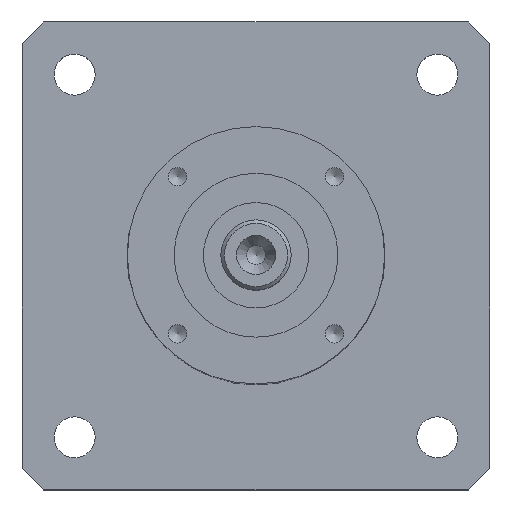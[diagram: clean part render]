
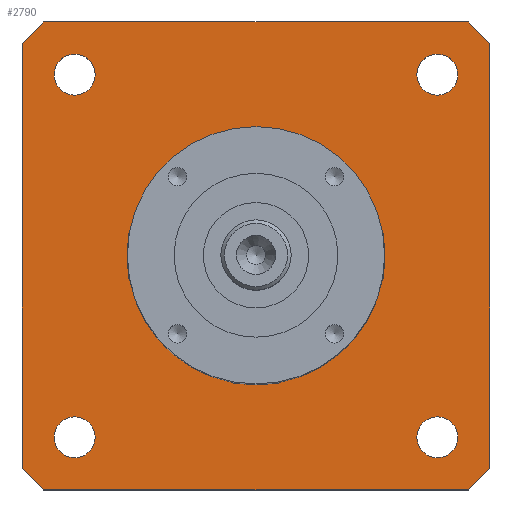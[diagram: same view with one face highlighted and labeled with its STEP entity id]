
A CAD part, top view. The second image highlights one B-rep face of the part: STEP entity #2790.
In plain terms, the highlighted planar face has unit normal (0, 0, 1).
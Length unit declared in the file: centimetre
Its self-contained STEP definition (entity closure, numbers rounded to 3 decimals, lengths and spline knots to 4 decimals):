
#70=LINE('',#4722,#182);
#73=LINE('',#4730,#185);
#76=LINE('',#4738,#188);
#78=LINE('',#4744,#190);
#182=VECTOR('',#3435,3.6277);
#185=VECTOR('',#3444,3.6277);
#188=VECTOR('',#3453,3.6277);
#190=VECTOR('',#3461,3.6277);
#376=PLANE('',#3021);
#522=FACE_BOUND('',#853,.T.);
#523=FACE_BOUND('',#854,.T.);
#524=FACE_BOUND('',#855,.T.);
#525=FACE_BOUND('',#856,.T.);
#526=FACE_BOUND('',#857,.T.);
#613=FACE_OUTER_BOUND('',#852,.T.);
#852=EDGE_LOOP('',(#1938,#1939,#1940,#1941,#1942,#1943,#1944,#1945));
#853=EDGE_LOOP('',(#1946));
#854=EDGE_LOOP('',(#1947));
#855=EDGE_LOOP('',(#1948));
#856=EDGE_LOOP('',(#1949));
#857=EDGE_LOOP('',(#1950));
#1037=CIRCLE('',#2977,0.175);
#1039=CIRCLE('',#2980,0.175);
#1041=CIRCLE('',#2983,0.175);
#1043=CIRCLE('',#2986,0.175);
#1047=CIRCLE('',#2996,0.875);
#1055=CIRCLE('',#3010,2.7);
#1056=CIRCLE('',#3013,2.7);
#1057=CIRCLE('',#3016,2.7);
#1058=CIRCLE('',#3019,2.7);
#1194=VERTEX_POINT('',#4375);
#1196=VERTEX_POINT('',#4380);
#1198=VERTEX_POINT('',#4385);
#1200=VERTEX_POINT('',#4390);
#1212=VERTEX_POINT('',#4684);
#1224=VERTEX_POINT('',#4714);
#1225=VERTEX_POINT('',#4716);
#1226=VERTEX_POINT('',#4720);
#1227=VERTEX_POINT('',#4724);
#1228=VERTEX_POINT('',#4728);
#1229=VERTEX_POINT('',#4732);
#1230=VERTEX_POINT('',#4736);
#1231=VERTEX_POINT('',#4740);
#1463=EDGE_CURVE('',#1194,#1194,#1037,.T.);
#1465=EDGE_CURVE('',#1196,#1196,#1039,.T.);
#1467=EDGE_CURVE('',#1198,#1198,#1041,.T.);
#1469=EDGE_CURVE('',#1200,#1200,#1043,.T.);
#1481=EDGE_CURVE('',#1212,#1212,#1047,.T.);
#1494=EDGE_CURVE('',#1225,#1224,#1055,.T.);
#1497=EDGE_CURVE('',#1224,#1226,#70,.T.);
#1499=EDGE_CURVE('',#1226,#1227,#1056,.T.);
#1501=EDGE_CURVE('',#1227,#1228,#73,.T.);
#1503=EDGE_CURVE('',#1228,#1229,#1057,.T.);
#1505=EDGE_CURVE('',#1229,#1230,#76,.T.);
#1507=EDGE_CURVE('',#1230,#1231,#1058,.T.);
#1508=EDGE_CURVE('',#1231,#1225,#78,.T.);
#1938=ORIENTED_EDGE('',*,*,#1508,.T.);
#1939=ORIENTED_EDGE('',*,*,#1494,.T.);
#1940=ORIENTED_EDGE('',*,*,#1497,.T.);
#1941=ORIENTED_EDGE('',*,*,#1499,.T.);
#1942=ORIENTED_EDGE('',*,*,#1501,.T.);
#1943=ORIENTED_EDGE('',*,*,#1503,.T.);
#1944=ORIENTED_EDGE('',*,*,#1505,.T.);
#1945=ORIENTED_EDGE('',*,*,#1507,.T.);
#1946=ORIENTED_EDGE('',*,*,#1463,.T.);
#1947=ORIENTED_EDGE('',*,*,#1465,.T.);
#1948=ORIENTED_EDGE('',*,*,#1467,.T.);
#1949=ORIENTED_EDGE('',*,*,#1469,.T.);
#1950=ORIENTED_EDGE('',*,*,#1481,.T.);
#2790=ADVANCED_FACE('',(#613,#522,#523,#524,#525,#526),#376,.F.);
#2977=AXIS2_PLACEMENT_3D('',#4376,#3358,#3359);
#2980=AXIS2_PLACEMENT_3D('',#4381,#3364,#3365);
#2983=AXIS2_PLACEMENT_3D('',#4386,#3370,#3371);
#2986=AXIS2_PLACEMENT_3D('',#4391,#3376,#3377);
#2996=AXIS2_PLACEMENT_3D('',#4685,#3396,#3397);
#3010=AXIS2_PLACEMENT_3D('',#4717,#3429,#3430);
#3013=AXIS2_PLACEMENT_3D('',#4726,#3439,#3440);
#3016=AXIS2_PLACEMENT_3D('',#4734,#3448,#3449);
#3019=AXIS2_PLACEMENT_3D('',#4742,#3457,#3458);
#3021=AXIS2_PLACEMENT_3D('',#4745,#3462,#3463);
#3358=DIRECTION('center_axis',(0.,0.,-1.));
#3359=DIRECTION('ref_axis',(-1.,0.,0.));
#3364=DIRECTION('center_axis',(0.,0.,-1.));
#3365=DIRECTION('ref_axis',(-1.,0.,0.));
#3370=DIRECTION('center_axis',(0.,0.,-1.));
#3371=DIRECTION('ref_axis',(-1.,0.,0.));
#3376=DIRECTION('center_axis',(0.,0.,-1.));
#3377=DIRECTION('ref_axis',(-1.,0.,0.));
#3396=DIRECTION('center_axis',(0.,0.,-1.));
#3397=DIRECTION('ref_axis',(1.,0.,0.));
#3429=DIRECTION('center_axis',(0.,0.,1.));
#3430=DIRECTION('ref_axis',(0.741,-0.672,0.));
#3435=DIRECTION('',(0.,-1.,0.));
#3439=DIRECTION('center_axis',(0.,0.,1.));
#3440=DIRECTION('ref_axis',(0.672,0.741,0.));
#3444=DIRECTION('',(1.,0.,0.));
#3448=DIRECTION('center_axis',(0.,0.,1.));
#3449=DIRECTION('ref_axis',(-0.741,0.672,0.));
#3453=DIRECTION('',(0.,1.,0.));
#3457=DIRECTION('center_axis',(0.,0.,1.));
#3458=DIRECTION('ref_axis',(-0.672,-0.741,0.));
#3461=DIRECTION('',(-1.,0.,0.));
#3462=DIRECTION('center_axis',(0.,0.,-1.));
#3463=DIRECTION('ref_axis',(1.,0.,0.));
#4375=CARTESIAN_POINT('',(1.375,1.55,0.));
#4376=CARTESIAN_POINT('Origin',(1.55,1.55,0.));
#4380=CARTESIAN_POINT('',(-1.725,1.55,0.));
#4381=CARTESIAN_POINT('Origin',(-1.55,1.55,0.));
#4385=CARTESIAN_POINT('',(-1.725,-1.55,0.));
#4386=CARTESIAN_POINT('Origin',(-1.55,-1.55,0.));
#4390=CARTESIAN_POINT('',(1.375,-1.55,0.));
#4391=CARTESIAN_POINT('Origin',(1.55,-1.55,0.));
#4684=CARTESIAN_POINT('',(-0.875,0.,0.));
#4685=CARTESIAN_POINT('Origin',(0.,0.,0.));
#4714=CARTESIAN_POINT('',(-2.,1.8138,0.));
#4716=CARTESIAN_POINT('',(-1.8138,2.,0.));
#4717=CARTESIAN_POINT('Origin',(0.,0.,
0.));
#4720=CARTESIAN_POINT('',(-2.,-1.8138,0.));
#4722=CARTESIAN_POINT('',(-2.,1.8138,0.));
#4724=CARTESIAN_POINT('',(-1.8138,-2.,0.));
#4726=CARTESIAN_POINT('Origin',(0.,0.,
0.));
#4728=CARTESIAN_POINT('',(1.8138,-2.,0.));
#4730=CARTESIAN_POINT('',(-1.8138,-2.,0.));
#4732=CARTESIAN_POINT('',(2.,-1.8138,0.));
#4734=CARTESIAN_POINT('Origin',(0.,0.,
0.));
#4736=CARTESIAN_POINT('',(2.,1.8138,0.));
#4738=CARTESIAN_POINT('',(2.,-1.8138,0.));
#4740=CARTESIAN_POINT('',(1.8138,2.,0.));
#4742=CARTESIAN_POINT('Origin',(0.,0.,
0.));
#4744=CARTESIAN_POINT('',(1.8138,2.,0.));
#4745=CARTESIAN_POINT('Origin',(0.,0.,
0.));
